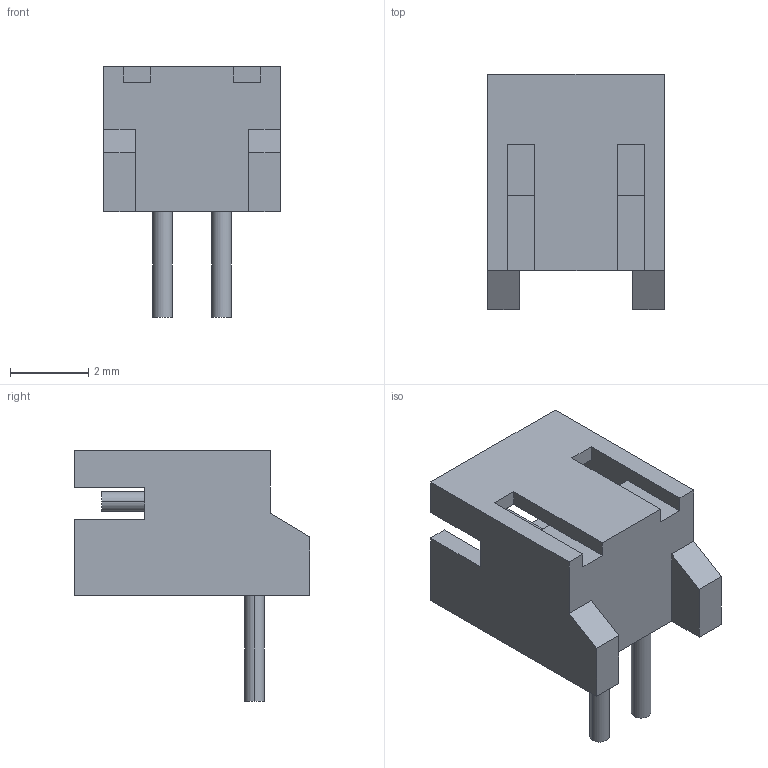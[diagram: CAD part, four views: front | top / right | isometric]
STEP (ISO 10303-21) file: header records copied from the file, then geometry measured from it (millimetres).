
FILE_DESCRIPTION((''),'2;1');
FILE_NAME('JST_S2B-ZR(LF)(SN).stp','2014-06-02T16:05:42',(''),(''),'Mechanical Desktop 2011','Mechanical Desktop 2011',', , ');
FILE_SCHEMA(('AUTOMOTIVE_DESIGN { 1 2 10303 214 1 1 1 1 }'));
Length unit declared in the file: millimetre
Products named in the file (1): Product
Bounding box: 4.5 x 6 x 6.4 mm (x, y, z)
Volume: 54.3 mm3; surface area: 182.6 mm2
Topology: 5 solids, 5 shells, 48 faces, 124 edges, 82 vertices
Faces by surface type: plane 40, cylinder 8
Entity records: 1504 total; most frequent: CARTESIAN_POINT 255, ORIENTED_EDGE 248, DIRECTION 238, EDGE_CURVE 124, VECTOR 108, LINE 108, VERTEX_POINT 82, AXIS2_PLACEMENT_3D 65
